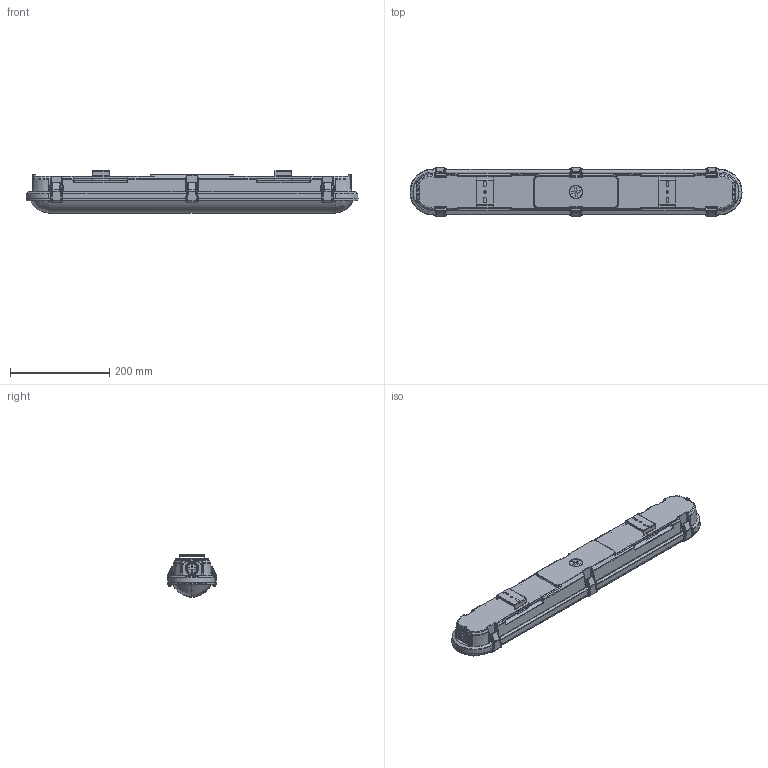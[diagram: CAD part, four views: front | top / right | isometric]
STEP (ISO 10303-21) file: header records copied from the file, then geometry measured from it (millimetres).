
FILE_DESCRIPTION (( 'STEP AP214' ), '1' );
FILE_NAME ('DP_COMBO_600.STEP', '2025-02-06T11:42:38', ( '' ), ( '' ), 'SwSTEP 2.0', 'SolidWorks 2022', '' );
FILE_SCHEMA (( 'AUTOMOTIVE_DESIGN' ));
Length unit declared in the file: millimetre
Products named in the file (1): DP_COMBO_600
Bounding box: 670 x 97.16 x 85.82 mm (x, y, z)
Volume: 398781.8 mm3; surface area: 484073.7 mm2
Topology: 19 solids, 19 shells, 2642 faces, 6936 edges, 4338 vertices
Faces by surface type: cylinder 932, bspline 872, plane 736, cone 47, torus 37, sphere 18
Full cylindrical faces by diameter (mm): 3 x6, 3.1 x6, 3.235 x6, 4.5 x2, 20 x3, 22.7 x2, 26 x2, 27.5 x1
Entity records: 134136 total; most frequent: CARTESIAN_POINT 48199, ORIENTED_EDGE 13718, DIRECTION 9174, EDGE_CURVE 6859, VERTEX_POINT 4323, AXIS2_PLACEMENT_3D 3246, EDGE_LOOP 2752, VECTOR 2682
